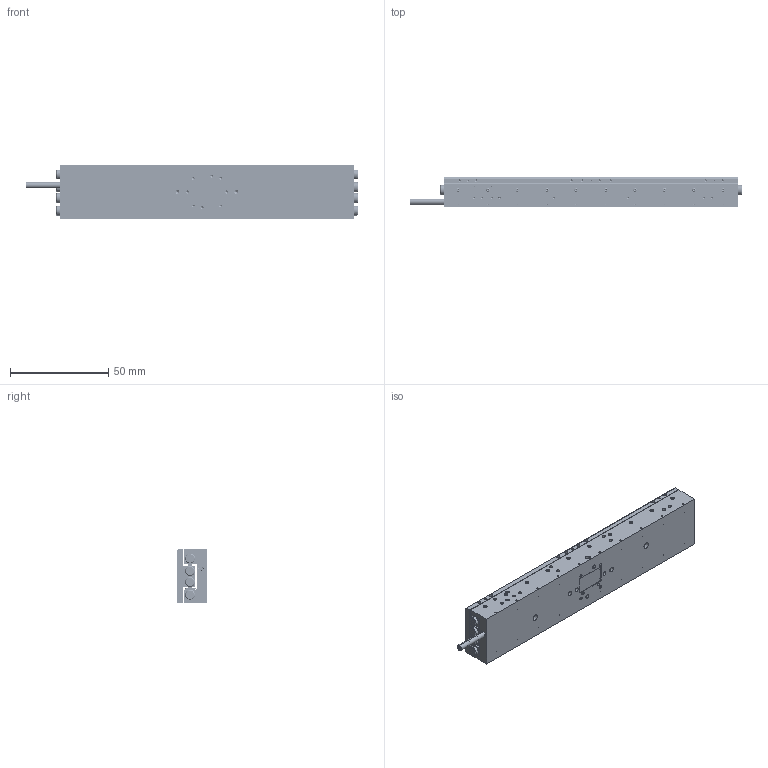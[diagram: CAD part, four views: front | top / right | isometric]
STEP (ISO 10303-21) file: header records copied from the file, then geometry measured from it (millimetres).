
FILE_DESCRIPTION (( 'STEP AP214' ), '1' );
FILE_NAME ('PPS-28-150X0.STEP', '2023-08-03T23:23:49', ( '' ), ( '' ), 'SwSTEP 2.0', 'SolidWorks 2023', '' );
FILE_SCHEMA (( 'AUTOMOTIVE_DESIGN' ));
Length unit declared in the file: millimetre
Products named in the file (12): SCREW, MS-PPH, M-JCIS_M2.5 x 0.45 x 6mm; SCREW, SHCS-F, M-DIN_M3 x 0.5 x 06mm; NB Slide Way SVW 2000 Rail_SVW 2150 Custom; Set Screw, Cup-H, E-ASME_E1-72 x 1''16; Cooner Black Cable_First Instance; 430438 PPS 28, Back Cover, NJ8x13; NB Slide Way SVW 2000 Cage_SVW 2150-25Z Custom; PPS-28-150X0; 130161 Bearing, NB, Slide Way, SVW 2000_SVW 2150-25Z Custom (Rigid at Center); PPS-28, Base, Master Part_150mm, 2 motors, No Ears ; NB Slide Way SVW 2000 Center Way_SVW 2150 Custom; PPS-28, Carriage, Master Part_150
Assembly tree (50 placements, depth 3):
  PPS-28-150X0
    PPS-28, Base, Master Part_150mm, 2 motors, No Ears 
    430438 PPS 28, Back Cover, NJ8x13
    Cooner Black Cable_First Instance
    PPS-28, Carriage, Master Part_150
    SCREW, SHCS-F, M-DIN_M3 x 0.5 x 06mm  x10
    130161 Bearing, NB, Slide Way, SVW 2000_SVW 2150-25Z Custom (Rigid at Center)
      NB Slide Way SVW 2000 Rail_SVW 2150 Custom  x2
      NB Slide Way SVW 2000 Center Way_SVW 2150 Custom
      NB Slide Way SVW 2000 Cage_SVW 2150-25Z Custom  x2
    SCREW, MS-PPH, M-JCIS_M2.5 x 0.45 x 6mm  x20
    Set Screw, Cup-H, E-ASME_E1-72 x 1''16  x10
Bounding box: 169.2 x 15 x 28 mm (x, y, z)
Volume: 54480.7 mm3; surface area: 51904.9 mm2
Topology: 62 solids, 62 shells, 2692 faces, 6625 edges, 4033 vertices
Faces by surface type: plane 1004, cylinder 978, cone 566, torus 120, bspline 24
Entity records: 85963 total; most frequent: CARTESIAN_POINT 53964, DIRECTION 6838, ORIENTED_EDGE 6266, EDGE_CURVE 3133, AXIS2_PLACEMENT_3D 2665, VERTEX_POINT 2029, EDGE_LOOP 1654, VECTOR 1508
